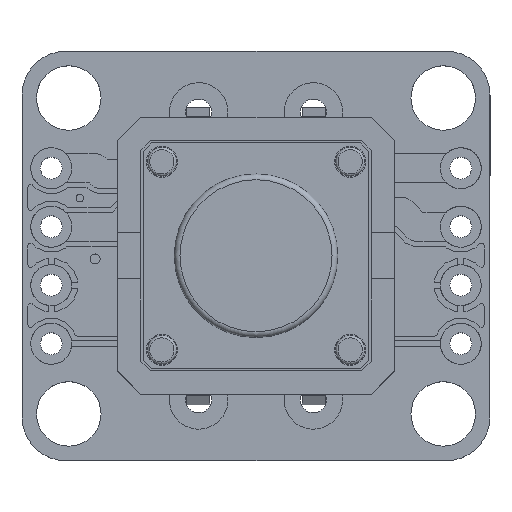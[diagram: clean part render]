
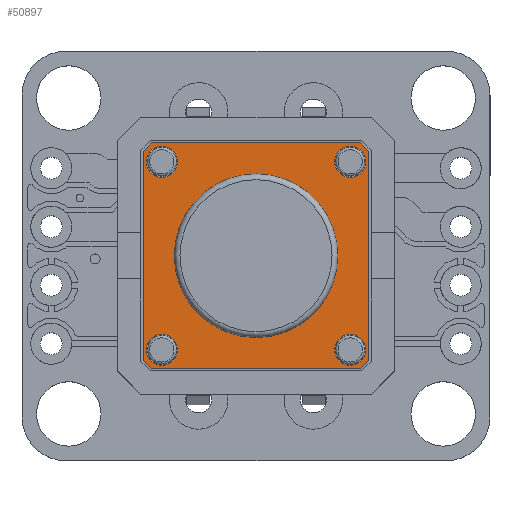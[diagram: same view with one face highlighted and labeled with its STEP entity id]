
A CAD part, top view. The second image highlights one B-rep face of the part: STEP entity #50897.
In plain terms, the highlighted planar face has unit normal (0, 0, 1).
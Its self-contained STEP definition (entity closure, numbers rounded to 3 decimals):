
#523=FACE_BOUND('',#7809,.T.);
#524=FACE_BOUND('',#7810,.T.);
#525=FACE_BOUND('',#7811,.T.);
#526=FACE_BOUND('',#7812,.T.);
#1284=CIRCLE('',#54568,0.675);
#1286=CIRCLE('',#54571,0.675);
#1288=CIRCLE('',#54574,0.675);
#1290=CIRCLE('',#54577,0.675);
#4766=FACE_OUTER_BOUND('',#7808,.T.);
#7808=EDGE_LOOP('',(#44244,#44245,#44246,#44247,#44248,#44249,#44250,#44251));
#7809=EDGE_LOOP('',(#44252));
#7810=EDGE_LOOP('',(#44253));
#7811=EDGE_LOOP('',(#44254));
#7812=EDGE_LOOP('',(#44255));
#13465=LINE('',#80863,#19579);
#13469=LINE('',#80871,#19583);
#13472=LINE('',#80877,#19586);
#13475=LINE('',#80883,#19589);
#13482=LINE('',#80913,#19596);
#13485=LINE('',#80919,#19599);
#13488=LINE('',#80925,#19602);
#13491=LINE('',#80930,#19605);
#19579=VECTOR('',#66423,10.);
#19583=VECTOR('',#66429,10.);
#19586=VECTOR('',#66434,10.);
#19589=VECTOR('',#66439,10.);
#19596=VECTOR('',#66472,10.);
#19599=VECTOR('',#66477,10.);
#19602=VECTOR('',#66482,10.);
#19605=VECTOR('',#66487,10.);
#24449=VERTEX_POINT('',#80861);
#24450=VERTEX_POINT('',#80862);
#24453=VERTEX_POINT('',#80870);
#24455=VERTEX_POINT('',#80876);
#24457=VERTEX_POINT('',#80882);
#24460=VERTEX_POINT('',#80890);
#24462=VERTEX_POINT('',#80896);
#24464=VERTEX_POINT('',#80902);
#24466=VERTEX_POINT('',#80908);
#24467=VERTEX_POINT('',#80912);
#24469=VERTEX_POINT('',#80918);
#24471=VERTEX_POINT('',#80924);
#31140=EDGE_CURVE('',#24449,#24450,#13465,.T.);
#31144=EDGE_CURVE('',#24450,#24453,#13469,.T.);
#31147=EDGE_CURVE('',#24453,#24455,#13472,.T.);
#31150=EDGE_CURVE('',#24455,#24457,#13475,.T.);
#31155=EDGE_CURVE('',#24460,#24460,#1284,.T.);
#31158=EDGE_CURVE('',#24462,#24462,#1286,.T.);
#31161=EDGE_CURVE('',#24464,#24464,#1288,.T.);
#31164=EDGE_CURVE('',#24466,#24466,#1290,.T.);
#31165=EDGE_CURVE('',#24457,#24467,#13482,.T.);
#31168=EDGE_CURVE('',#24467,#24469,#13485,.T.);
#31171=EDGE_CURVE('',#24469,#24471,#13488,.T.);
#31174=EDGE_CURVE('',#24471,#24449,#13491,.T.);
#44244=ORIENTED_EDGE('',*,*,#31165,.F.);
#44245=ORIENTED_EDGE('',*,*,#31150,.F.);
#44246=ORIENTED_EDGE('',*,*,#31147,.F.);
#44247=ORIENTED_EDGE('',*,*,#31144,.F.);
#44248=ORIENTED_EDGE('',*,*,#31140,.F.);
#44249=ORIENTED_EDGE('',*,*,#31174,.F.);
#44250=ORIENTED_EDGE('',*,*,#31171,.F.);
#44251=ORIENTED_EDGE('',*,*,#31168,.F.);
#44252=ORIENTED_EDGE('',*,*,#31164,.F.);
#44253=ORIENTED_EDGE('',*,*,#31161,.F.);
#44254=ORIENTED_EDGE('',*,*,#31158,.F.);
#44255=ORIENTED_EDGE('',*,*,#31155,.F.);
#48351=PLANE('',#54583);
#50897=ADVANCED_FACE('',(#4766,#523,#524,#525,#526),#48351,.T.);
#54568=AXIS2_PLACEMENT_3D('',#80892,#66447,#66448);
#54571=AXIS2_PLACEMENT_3D('',#80898,#66454,#66455);
#54574=AXIS2_PLACEMENT_3D('',#80904,#66461,#66462);
#54577=AXIS2_PLACEMENT_3D('',#80910,#66468,#66469);
#54583=AXIS2_PLACEMENT_3D('',#80933,#66491,#66492);
#66423=DIRECTION('',(0.,-1.,0.));
#66429=DIRECTION('',(-0.707,-0.707,0.));
#66434=DIRECTION('',(-1.,0.,0.));
#66439=DIRECTION('',(-0.707,0.707,0.));
#66447=DIRECTION('center_axis',(0.,0.,1.));
#66448=DIRECTION('ref_axis',(-1.,0.,0.));
#66454=DIRECTION('center_axis',(0.,0.,1.));
#66455=DIRECTION('ref_axis',(-1.,0.,0.));
#66461=DIRECTION('center_axis',(0.,0.,1.));
#66462=DIRECTION('ref_axis',(-1.,0.,0.));
#66468=DIRECTION('center_axis',(0.,0.,1.));
#66469=DIRECTION('ref_axis',(-1.,0.,0.));
#66472=DIRECTION('',(0.,1.,0.));
#66477=DIRECTION('',(0.707,0.707,0.));
#66482=DIRECTION('',(1.,0.,0.));
#66487=DIRECTION('',(0.707,-0.707,0.));
#66491=DIRECTION('center_axis',(0.,0.,1.));
#66492=DIRECTION('ref_axis',(0.,-1.,0.));
#80861=CARTESIAN_POINT('',(4.9,4.544,3.646));
#80862=CARTESIAN_POINT('',(4.9,-4.544,3.646));
#80863=CARTESIAN_POINT('',(4.9,-2.272,3.646));
#80870=CARTESIAN_POINT('',(4.544,-4.9,3.646));
#80871=CARTESIAN_POINT('',(4.633,-4.811,3.646));
#80876=CARTESIAN_POINT('',(-4.544,-4.9,3.646));
#80877=CARTESIAN_POINT('',(-2.272,-4.9,3.646));
#80882=CARTESIAN_POINT('',(-4.9,-4.544,3.646));
#80883=CARTESIAN_POINT('',(-4.811,-4.633,3.646));
#80890=CARTESIAN_POINT('',(4.761,-4.086,3.646));
#80892=CARTESIAN_POINT('Origin',(4.086,-4.086,3.646));
#80896=CARTESIAN_POINT('',(-3.411,-4.086,3.646));
#80898=CARTESIAN_POINT('Origin',(-4.086,-4.086,3.646));
#80902=CARTESIAN_POINT('',(4.761,4.086,3.646));
#80904=CARTESIAN_POINT('Origin',(4.086,4.086,3.646));
#80908=CARTESIAN_POINT('',(-3.411,4.086,3.646));
#80910=CARTESIAN_POINT('Origin',(-4.086,4.086,3.646));
#80912=CARTESIAN_POINT('',(-4.9,4.544,3.646));
#80913=CARTESIAN_POINT('',(-4.9,2.272,3.646));
#80918=CARTESIAN_POINT('',(-4.544,4.9,3.646));
#80919=CARTESIAN_POINT('',(-4.633,4.811,3.646));
#80924=CARTESIAN_POINT('',(4.544,4.9,3.646));
#80925=CARTESIAN_POINT('',(2.272,4.9,3.646));
#80930=CARTESIAN_POINT('',(4.811,4.633,3.646));
#80933=CARTESIAN_POINT('Origin',(0.,0.,
3.646));
